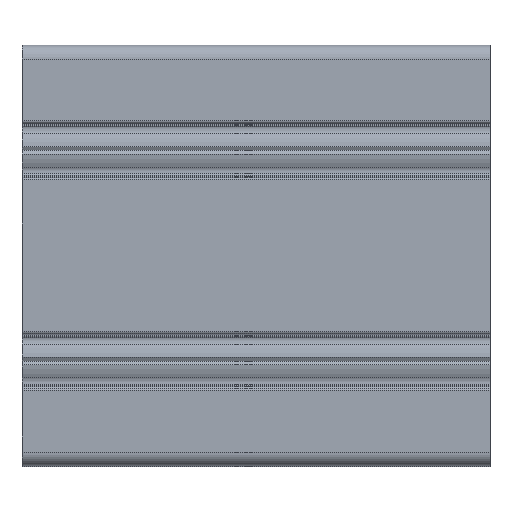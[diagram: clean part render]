
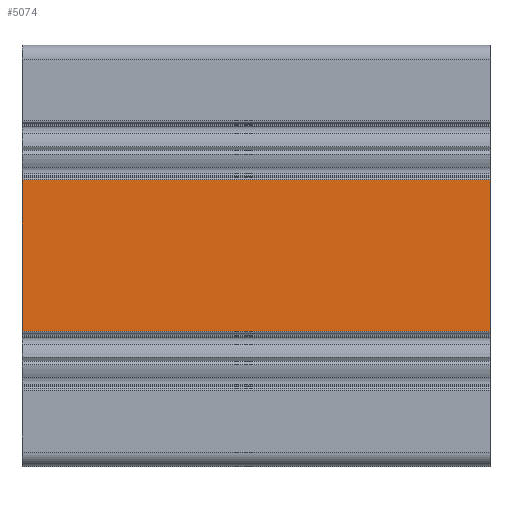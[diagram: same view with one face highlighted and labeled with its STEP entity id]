
A CAD part, top view. The second image highlights one B-rep face of the part: STEP entity #5074.
In plain terms, the highlighted planar face has unit normal (0, 0, 1).
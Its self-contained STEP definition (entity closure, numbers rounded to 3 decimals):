
#245 = VERTEX_POINT ( 'NONE', #11655 ) ;
#296 = CARTESIAN_POINT ( 'NONE',  ( -40.816, 71.098, 45. ) ) ;
#308 = CARTESIAN_POINT ( 'NONE',  ( 59.184, 38.698, 45. ) ) ;
#880 = VECTOR ( 'NONE', #16316, 1000. ) ;
#1609 = PLANE ( 'NONE',  #10911 ) ;
#2089 = EDGE_CURVE ( 'NONE', #3150, #6111, #11535, .T. ) ;
#2695 = VECTOR ( 'NONE', #12487, 1000. ) ;
#3150 = VERTEX_POINT ( 'NONE', #16831 ) ;
#3443 = ORIENTED_EDGE ( 'NONE', *, *, #2089, .F. ) ;
#3581 = EDGE_CURVE ( 'NONE', #3150, #245, #11763, .T. ) ;
#3878 = VECTOR ( 'NONE', #19589, 1000. ) ;
#4168 = ORIENTED_EDGE ( 'NONE', *, *, #6546, .F. ) ;
#5074 = ADVANCED_FACE ( 'NONE', ( #13644 ), #1609, .F. ) ;
#6026 = DIRECTION ( 'NONE',  ( 0., 0., -1. ) ) ;
#6111 = VERTEX_POINT ( 'NONE', #308 ) ;
#6159 = DIRECTION ( 'NONE',  ( -1., 0., 0. ) ) ;
#6546 = EDGE_CURVE ( 'NONE', #6111, #18859, #15717, .T. ) ;
#8477 = CARTESIAN_POINT ( 'NONE',  ( 59.184, 71.098, 45. ) ) ;
#8603 = CARTESIAN_POINT ( 'NONE',  ( -40.816, 38.698, 45. ) ) ;
#8951 = CARTESIAN_POINT ( 'NONE',  ( 59.184, 38.698, 45. ) ) ;
#10557 = ORIENTED_EDGE ( 'NONE', *, *, #13080, .T. ) ;
#10722 = LINE ( 'NONE', #296, #2695 ) ;
#10911 = AXIS2_PLACEMENT_3D ( 'NONE', #12124, #6026, #6159 ) ;
#11535 = LINE ( 'NONE', #14855, #880 ) ;
#11655 = CARTESIAN_POINT ( 'NONE',  ( -40.816, 71.098, 45. ) ) ;
#11763 = LINE ( 'NONE', #8477, #15322 ) ;
#12124 = CARTESIAN_POINT ( 'NONE',  ( 59.184, 71.098, 45. ) ) ;
#12487 = DIRECTION ( 'NONE',  ( 0., -1., 0. ) ) ;
#13080 = EDGE_CURVE ( 'NONE', #245, #18859, #10722, .T. ) ;
#13644 = FACE_OUTER_BOUND ( 'NONE', #16860, .T. ) ;
#14508 = DIRECTION ( 'NONE',  ( -1., 0., 0. ) ) ;
#14855 = CARTESIAN_POINT ( 'NONE',  ( 59.184, 71.098, 45. ) ) ;
#15322 = VECTOR ( 'NONE', #14508, 1000. ) ;
#15717 = LINE ( 'NONE', #8951, #3878 ) ;
#16316 = DIRECTION ( 'NONE',  ( 0., -1., 0. ) ) ;
#16831 = CARTESIAN_POINT ( 'NONE',  ( 59.184, 71.098, 45. ) ) ;
#16860 = EDGE_LOOP ( 'NONE', ( #10557, #4168, #3443, #17832 ) ) ;
#17832 = ORIENTED_EDGE ( 'NONE', *, *, #3581, .T. ) ;
#18859 = VERTEX_POINT ( 'NONE', #8603 ) ;
#19589 = DIRECTION ( 'NONE',  ( -1., 0., 0. ) ) ;
